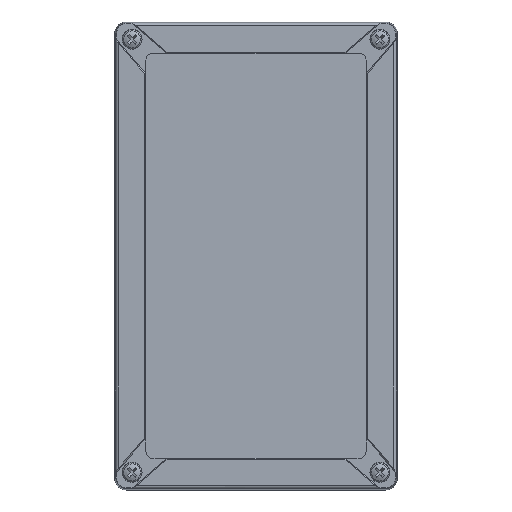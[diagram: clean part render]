
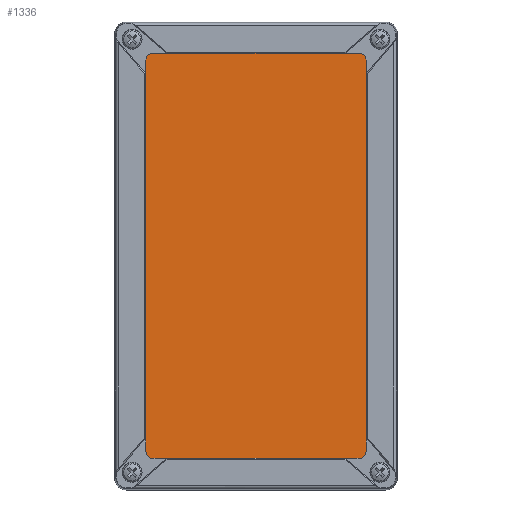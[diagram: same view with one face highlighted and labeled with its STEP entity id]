
A CAD part, top view. The second image highlights one B-rep face of the part: STEP entity #1336.
In plain terms, the highlighted planar face has unit normal (0, 0, 1).
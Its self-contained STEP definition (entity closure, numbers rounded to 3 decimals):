
#1336 = ADVANCED_FACE( '', ( #3104 ), #3105, .T. );
#3104 = FACE_OUTER_BOUND( '', #5376, .T. );
#3105 = PLANE( '', #5377 );
#5376 = EDGE_LOOP( '', ( #9098, #9099, #9100, #9101, #9102, #9103, #9104, #9105 ) );
#5377 = AXIS2_PLACEMENT_3D( '', #9106, #9107, #9108 );
#9098 = ORIENTED_EDGE( '', *, *, #13654, .T. );
#9099 = ORIENTED_EDGE( '', *, *, #13824, .T. );
#9100 = ORIENTED_EDGE( '', *, *, #14273, .T. );
#9101 = ORIENTED_EDGE( '', *, *, #13164, .T. );
#9102 = ORIENTED_EDGE( '', *, *, #13850, .T. );
#9103 = ORIENTED_EDGE( '', *, *, #13985, .T. );
#9104 = ORIENTED_EDGE( '', *, *, #13364, .T. );
#9105 = ORIENTED_EDGE( '', *, *, #14274, .T. );
#9106 = CARTESIAN_POINT( '', ( -44.5, 84.5, 29.1 ) );
#9107 = DIRECTION( '', ( 0., 0., 1. ) );
#9108 = DIRECTION( '', ( 1., 0., 0. ) );
#13164 = EDGE_CURVE( '', #15708, #15706, #15709, .T. );
#13364 = EDGE_CURVE( '', #16055, #16053, #16056, .T. );
#13654 = EDGE_CURVE( '', #16540, #16538, #16541, .T. );
#13824 = EDGE_CURVE( '', #16538, #16815, #16817, .T. );
#13850 = EDGE_CURVE( '', #15706, #16857, #16859, .T. );
#13985 = EDGE_CURVE( '', #16857, #16055, #17083, .T. );
#14273 = EDGE_CURVE( '', #16815, #15708, #17520, .T. );
#14274 = EDGE_CURVE( '', #16053, #16540, #17521, .T. );
#15706 = VERTEX_POINT( '', #19403 );
#15708 = VERTEX_POINT( '', #19406 );
#15709 = LINE( '', #19407, #19408 );
#16053 = VERTEX_POINT( '', #19951 );
#16055 = VERTEX_POINT( '', #19954 );
#16056 = CIRCLE( '', #19955, 3. );
#16538 = VERTEX_POINT( '', #20698 );
#16540 = VERTEX_POINT( '', #20701 );
#16541 = CIRCLE( '', #20702, 3. );
#16815 = VERTEX_POINT( '', #21162 );
#16817 = LINE( '', #21165, #21166 );
#16857 = VERTEX_POINT( '', #21220 );
#16859 = CIRCLE( '', #21223, 3. );
#17083 = LINE( '', #21587, #21588 );
#17520 = CIRCLE( '', #22347, 3. );
#17521 = LINE( '', #22348, #22349 );
#19403 = CARTESIAN_POINT( '', ( 44.5, -87.5, 29.1 ) );
#19406 = CARTESIAN_POINT( '', ( -44.5, -87.5, 29.1 ) );
#19407 = CARTESIAN_POINT( '', ( -44.5, -87.5, 29.1 ) );
#19408 = VECTOR( '', #24645, 1000. );
#19951 = CARTESIAN_POINT( '', ( 44.5, 87.5, 29.1 ) );
#19954 = CARTESIAN_POINT( '', ( 47.5, 84.5, 29.1 ) );
#19955 = AXIS2_PLACEMENT_3D( '', #24889, #24890, #24891 );
#20698 = CARTESIAN_POINT( '', ( -47.5, 84.5, 29.1 ) );
#20701 = CARTESIAN_POINT( '', ( -44.5, 87.5, 29.1 ) );
#20702 = AXIS2_PLACEMENT_3D( '', #25269, #25270, #25271 );
#21162 = CARTESIAN_POINT( '', ( -47.5, -84.5, 29.1 ) );
#21165 = CARTESIAN_POINT( '', ( -47.5, 84.5, 29.1 ) );
#21166 = VECTOR( '', #25479, 1000. );
#21220 = CARTESIAN_POINT( '', ( 47.5, -84.5, 29.1 ) );
#21223 = AXIS2_PLACEMENT_3D( '', #25513, #25514, #25515 );
#21587 = CARTESIAN_POINT( '', ( 47.5, -84.5, 29.1 ) );
#21588 = VECTOR( '', #25664, 1000. );
#22347 = AXIS2_PLACEMENT_3D( '', #25948, #25949, #25950 );
#22348 = CARTESIAN_POINT( '', ( 44.5, 87.5, 29.1 ) );
#22349 = VECTOR( '', #25951, 1000. );
#24645 = DIRECTION( '', ( 1., 0., 0. ) );
#24889 = CARTESIAN_POINT( '', ( 44.5, 84.5, 29.1 ) );
#24890 = DIRECTION( '', ( 0., 0., 1. ) );
#24891 = DIRECTION( '', ( 1., 0., 0. ) );
#25269 = CARTESIAN_POINT( '', ( -44.5, 84.5, 29.1 ) );
#25270 = DIRECTION( '', ( 0., 0., 1. ) );
#25271 = DIRECTION( '', ( 1., 0., 0. ) );
#25479 = DIRECTION( '', ( 0., -1., 0. ) );
#25513 = CARTESIAN_POINT( '', ( 44.5, -84.5, 29.1 ) );
#25514 = DIRECTION( '', ( 0., 0., 1. ) );
#25515 = DIRECTION( '', ( 1., 0., 0. ) );
#25664 = DIRECTION( '', ( 0., 1., 0. ) );
#25948 = CARTESIAN_POINT( '', ( -44.5, -84.5, 29.1 ) );
#25949 = DIRECTION( '', ( 0., 0., 1. ) );
#25950 = DIRECTION( '', ( 1., 0., 0. ) );
#25951 = DIRECTION( '', ( -1., 0., 0. ) );
